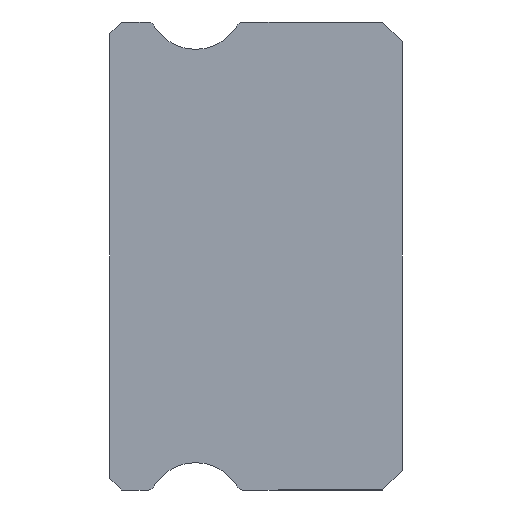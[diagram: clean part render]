
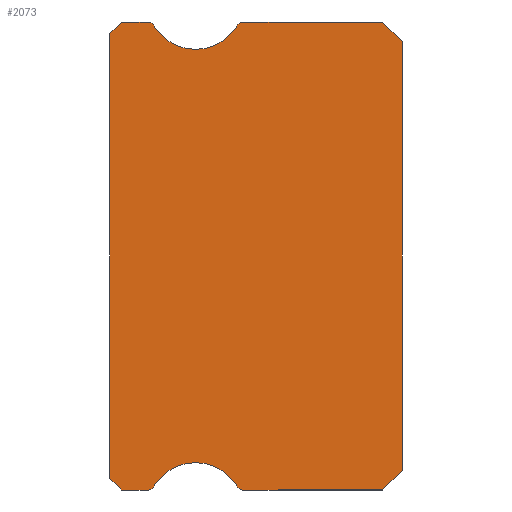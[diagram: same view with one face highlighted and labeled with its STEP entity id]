
A CAD part, left-side view. The second image highlights one B-rep face of the part: STEP entity #2073.
In plain terms, the highlighted planar face has unit normal (-1, 0, 0).
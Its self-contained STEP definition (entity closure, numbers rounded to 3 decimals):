
#2 = CARTESIAN_POINT ( 'NONE',  ( -12.5, 0., 5.5 ) ) ;
#119 = DIRECTION ( 'NONE',  ( 0., 1., 0. ) ) ;
#145 = VERTEX_POINT ( 'NONE', #2562 ) ;
#214 = VERTEX_POINT ( 'NONE', #3037 ) ;
#215 = DIRECTION ( 'NONE',  ( 0., 0.707, -0.707 ) ) ;
#220 = EDGE_CURVE ( 'NONE', #2396, #1186, #3693, .T. ) ;
#227 = VECTOR ( 'NONE', #277, 1000. ) ;
#229 = CARTESIAN_POINT ( 'NONE',  ( -12.5, 6.512, -6. ) ) ;
#262 = CARTESIAN_POINT ( 'NONE',  ( -12.5, 7.2, 6. ) ) ;
#277 = DIRECTION ( 'NONE',  ( 0., -0.707, -0.707 ) ) ;
#322 = DIRECTION ( 'NONE',  ( 0., 0., -1. ) ) ;
#347 = VECTOR ( 'NONE', #2069, 1000. ) ;
#420 = DIRECTION ( 'NONE',  ( 0., 0., -1. ) ) ;
#438 = VERTEX_POINT ( 'NONE', #2717 ) ;
#475 = ORIENTED_EDGE ( 'NONE', *, *, #1858, .T. ) ;
#524 = EDGE_CURVE ( 'NONE', #2237, #3169, #2066, .T. ) ;
#544 = VERTEX_POINT ( 'NONE', #2224 ) ;
#574 = LINE ( 'NONE', #1762, #733 ) ;
#584 = CARTESIAN_POINT ( 'NONE',  ( -12.5, 6.512, -5.85 ) ) ;
#601 = CARTESIAN_POINT ( 'NONE',  ( -12.5, 7.5, 5.85 ) ) ;
#662 = DIRECTION ( 'NONE',  ( -1., 0., 0. ) ) ;
#669 = EDGE_CURVE ( 'NONE', #214, #2499, #574, .T. ) ;
#733 = VECTOR ( 'NONE', #1146, 1000. ) ;
#756 = AXIS2_PLACEMENT_3D ( 'NONE', #584, #2033, #322 ) ;
#805 = CARTESIAN_POINT ( 'NONE',  ( -12.5, 4.088, -6. ) ) ;
#848 = LINE ( 'NONE', #1210, #227 ) ;
#850 = CARTESIAN_POINT ( 'NONE',  ( -12.5, 4.088, -5.85 ) ) ;
#865 = AXIS2_PLACEMENT_3D ( 'NONE', #2447, #2962, #2461 ) ;
#897 = ORIENTED_EDGE ( 'NONE', *, *, #1514, .F. ) ;
#900 = EDGE_CURVE ( 'NONE', #3169, #438, #2590, .T. ) ;
#958 = AXIS2_PLACEMENT_3D ( 'NONE', #3460, #3476, #1693 ) ;
#978 = EDGE_LOOP ( 'NONE', ( #2274, #897, #475, #3499, #3246, #3636, #2494, #3262, #1526, #2684, #1064, #3320, #1133, #2906, #2205, #2233, #1734 ) ) ;
#1010 = VECTOR ( 'NONE', #3056, 1000. ) ;
#1064 = ORIENTED_EDGE ( 'NONE', *, *, #1598, .F. ) ;
#1095 = VERTEX_POINT ( 'NONE', #1102 ) ;
#1102 = CARTESIAN_POINT ( 'NONE',  ( -12.5, 6.512, 6. ) ) ;
#1123 = DIRECTION ( 'NONE',  ( 0., 0., 1. ) ) ;
#1133 = ORIENTED_EDGE ( 'NONE', *, *, #1627, .F. ) ;
#1146 = DIRECTION ( 'NONE',  ( 0., -1., 0. ) ) ;
#1149 = AXIS2_PLACEMENT_3D ( 'NONE', #2369, #662, #1234 ) ;
#1186 = VERTEX_POINT ( 'NONE', #229 ) ;
#1192 = CARTESIAN_POINT ( 'NONE',  ( -12.5, 6.383, -5.925 ) ) ;
#1210 = CARTESIAN_POINT ( 'NONE',  ( -12.5, 0.5, 6. ) ) ;
#1234 = DIRECTION ( 'NONE',  ( 0., 0., -1. ) ) ;
#1240 = EDGE_CURVE ( 'NONE', #1095, #3654, #3700, .T. ) ;
#1252 = CARTESIAN_POINT ( 'NONE',  ( -12.5, 0.5, 6. ) ) ;
#1351 = DIRECTION ( 'NONE',  ( 0., 1., 0. ) ) ;
#1363 = VECTOR ( 'NONE', #215, 1000. ) ;
#1452 = EDGE_CURVE ( 'NONE', #3654, #1679, #2800, .T. ) ;
#1489 = VECTOR ( 'NONE', #1351, 1000. ) ;
#1493 = CARTESIAN_POINT ( 'NONE',  ( -12.5, 6.512, -6. ) ) ;
#1514 = EDGE_CURVE ( 'NONE', #3620, #1679, #2927, .T. ) ;
#1520 = DIRECTION ( 'NONE',  ( 1., 0., 0. ) ) ;
#1526 = ORIENTED_EDGE ( 'NONE', *, *, #2745, .F. ) ;
#1556 = CIRCLE ( 'NONE', #1149, 1.25 ) ;
#1559 = AXIS2_PLACEMENT_3D ( 'NONE', #3200, #2869, #2905 ) ;
#1598 = EDGE_CURVE ( 'NONE', #2499, #145, #848, .T. ) ;
#1607 = DIRECTION ( 'NONE',  ( 0., -1., 0. ) ) ;
#1627 = EDGE_CURVE ( 'NONE', #438, #214, #2518, .T. ) ;
#1630 = CARTESIAN_POINT ( 'NONE',  ( -12.5, 6.512, -6. ) ) ;
#1673 = AXIS2_PLACEMENT_3D ( 'NONE', #2981, #1520, #1813 ) ;
#1679 = VERTEX_POINT ( 'NONE', #3575 ) ;
#1693 = DIRECTION ( 'NONE',  ( 0., 0., -1. ) ) ;
#1734 = ORIENTED_EDGE ( 'NONE', *, *, #1240, .T. ) ;
#1754 = EDGE_CURVE ( 'NONE', #1095, #2237, #2636, .T. ) ;
#1762 = CARTESIAN_POINT ( 'NONE',  ( -12.5, 6.512, 6. ) ) ;
#1813 = DIRECTION ( 'NONE',  ( 0., 0., -1. ) ) ;
#1858 = EDGE_CURVE ( 'NONE', #3620, #2396, #3074, .T. ) ;
#1899 = VERTEX_POINT ( 'NONE', #1972 ) ;
#1911 = CIRCLE ( 'NONE', #2529, 0.15 ) ;
#1919 = VECTOR ( 'NONE', #3154, 1000. ) ;
#1961 = DIRECTION ( 'NONE',  ( 1., 0., 0. ) ) ;
#1972 = CARTESIAN_POINT ( 'NONE',  ( -12.5, 0.5, -6. ) ) ;
#2004 = LINE ( 'NONE', #3107, #1919 ) ;
#2033 = DIRECTION ( 'NONE',  ( 1., 0., 0. ) ) ;
#2048 = PLANE ( 'NONE',  #1559 ) ;
#2066 = CIRCLE ( 'NONE', #865, 1.25 ) ;
#2069 = DIRECTION ( 'NONE',  ( 0., 0., 1. ) ) ;
#2073 = ADVANCED_FACE ( 'NONE', ( #3457 ), #2048, .F. ) ;
#2118 = CARTESIAN_POINT ( 'NONE',  ( -12.5, 6.383, 5.925 ) ) ;
#2137 = VERTEX_POINT ( 'NONE', #3529 ) ;
#2144 = CIRCLE ( 'NONE', #756, 0.15 ) ;
#2205 = ORIENTED_EDGE ( 'NONE', *, *, #524, .F. ) ;
#2224 = CARTESIAN_POINT ( 'NONE',  ( -12.5, 0., -5.5 ) ) ;
#2233 = ORIENTED_EDGE ( 'NONE', *, *, #1754, .F. ) ;
#2237 = VERTEX_POINT ( 'NONE', #2118 ) ;
#2243 = EDGE_CURVE ( 'NONE', #3098, #2137, #1911, .T. ) ;
#2274 = ORIENTED_EDGE ( 'NONE', *, *, #1452, .T. ) ;
#2354 = CARTESIAN_POINT ( 'NONE',  ( -12.5, 7.2, -6. ) ) ;
#2369 = CARTESIAN_POINT ( 'NONE',  ( -12.5, 5.3, -6.55 ) ) ;
#2396 = VERTEX_POINT ( 'NONE', #2354 ) ;
#2447 = CARTESIAN_POINT ( 'NONE',  ( -12.5, 5.3, 6.55 ) ) ;
#2461 = DIRECTION ( 'NONE',  ( 0., 0., -1. ) ) ;
#2462 = AXIS2_PLACEMENT_3D ( 'NONE', #2686, #3015, #420 ) ;
#2494 = ORIENTED_EDGE ( 'NONE', *, *, #2243, .F. ) ;
#2499 = VERTEX_POINT ( 'NONE', #1252 ) ;
#2518 = CIRCLE ( 'NONE', #1673, 0.15 ) ;
#2529 = AXIS2_PLACEMENT_3D ( 'NONE', #850, #1961, #3735 ) ;
#2552 = EDGE_CURVE ( 'NONE', #1899, #3098, #2662, .T. ) ;
#2554 = LINE ( 'NONE', #2, #3611 ) ;
#2556 = VECTOR ( 'NONE', #1607, 1000. ) ;
#2562 = CARTESIAN_POINT ( 'NONE',  ( -12.5, 0., 5.5 ) ) ;
#2590 = CIRCLE ( 'NONE', #958, 1.25 ) ;
#2636 = CIRCLE ( 'NONE', #2462, 0.15 ) ;
#2662 = LINE ( 'NONE', #1493, #3369 ) ;
#2684 = ORIENTED_EDGE ( 'NONE', *, *, #3229, .T. ) ;
#2686 = CARTESIAN_POINT ( 'NONE',  ( -12.5, 6.512, 5.85 ) ) ;
#2717 = CARTESIAN_POINT ( 'NONE',  ( -12.5, 4.217, 5.925 ) ) ;
#2722 = CARTESIAN_POINT ( 'NONE',  ( -12.5, 7.2, 6. ) ) ;
#2745 = EDGE_CURVE ( 'NONE', #544, #1899, #2004, .T. ) ;
#2800 = LINE ( 'NONE', #3656, #1363 ) ;
#2869 = DIRECTION ( 'NONE',  ( 1., 0., 0. ) ) ;
#2898 = EDGE_CURVE ( 'NONE', #2137, #3596, #1556, .T. ) ;
#2905 = DIRECTION ( 'NONE',  ( 0., 0., -1. ) ) ;
#2906 = ORIENTED_EDGE ( 'NONE', *, *, #900, .F. ) ;
#2927 = LINE ( 'NONE', #601, #347 ) ;
#2962 = DIRECTION ( 'NONE',  ( -1., 0., 0. ) ) ;
#2981 = CARTESIAN_POINT ( 'NONE',  ( -12.5, 4.088, 5.85 ) ) ;
#3015 = DIRECTION ( 'NONE',  ( 1., 0., 0. ) ) ;
#3037 = CARTESIAN_POINT ( 'NONE',  ( -12.5, 4.088, 6. ) ) ;
#3056 = DIRECTION ( 'NONE',  ( 0., -0.707, -0.707 ) ) ;
#3070 = CARTESIAN_POINT ( 'NONE',  ( -12.5, 5.3, 5.3 ) ) ;
#3074 = LINE ( 'NONE', #3376, #1010 ) ;
#3098 = VERTEX_POINT ( 'NONE', #805 ) ;
#3107 = CARTESIAN_POINT ( 'NONE',  ( -12.5, 0., -5.5 ) ) ;
#3154 = DIRECTION ( 'NONE',  ( 0., 0.707, -0.707 ) ) ;
#3169 = VERTEX_POINT ( 'NONE', #3070 ) ;
#3200 = CARTESIAN_POINT ( 'NONE',  ( -12.5, 6.512, 5.85 ) ) ;
#3229 = EDGE_CURVE ( 'NONE', #544, #145, #2554, .T. ) ;
#3246 = ORIENTED_EDGE ( 'NONE', *, *, #3583, .F. ) ;
#3262 = ORIENTED_EDGE ( 'NONE', *, *, #2552, .F. ) ;
#3320 = ORIENTED_EDGE ( 'NONE', *, *, #669, .F. ) ;
#3369 = VECTOR ( 'NONE', #119, 1000. ) ;
#3376 = CARTESIAN_POINT ( 'NONE',  ( -12.5, 7.2, -6. ) ) ;
#3457 = FACE_OUTER_BOUND ( 'NONE', #978, .T. ) ;
#3460 = CARTESIAN_POINT ( 'NONE',  ( -12.5, 5.3, 6.55 ) ) ;
#3476 = DIRECTION ( 'NONE',  ( -1., 0., 0. ) ) ;
#3499 = ORIENTED_EDGE ( 'NONE', *, *, #220, .T. ) ;
#3529 = CARTESIAN_POINT ( 'NONE',  ( -12.5, 4.217, -5.925 ) ) ;
#3575 = CARTESIAN_POINT ( 'NONE',  ( -12.5, 7.5, 5.7 ) ) ;
#3578 = CARTESIAN_POINT ( 'NONE',  ( -12.5, 7.5, -5.7 ) ) ;
#3583 = EDGE_CURVE ( 'NONE', #3596, #1186, #2144, .T. ) ;
#3596 = VERTEX_POINT ( 'NONE', #1192 ) ;
#3611 = VECTOR ( 'NONE', #1123, 1000. ) ;
#3620 = VERTEX_POINT ( 'NONE', #3578 ) ;
#3636 = ORIENTED_EDGE ( 'NONE', *, *, #2898, .F. ) ;
#3654 = VERTEX_POINT ( 'NONE', #2722 ) ;
#3656 = CARTESIAN_POINT ( 'NONE',  ( -12.5, 7.5, 5.7 ) ) ;
#3693 = LINE ( 'NONE', #1630, #2556 ) ;
#3700 = LINE ( 'NONE', #262, #1489 ) ;
#3735 = DIRECTION ( 'NONE',  ( 0., 0., -1. ) ) ;
